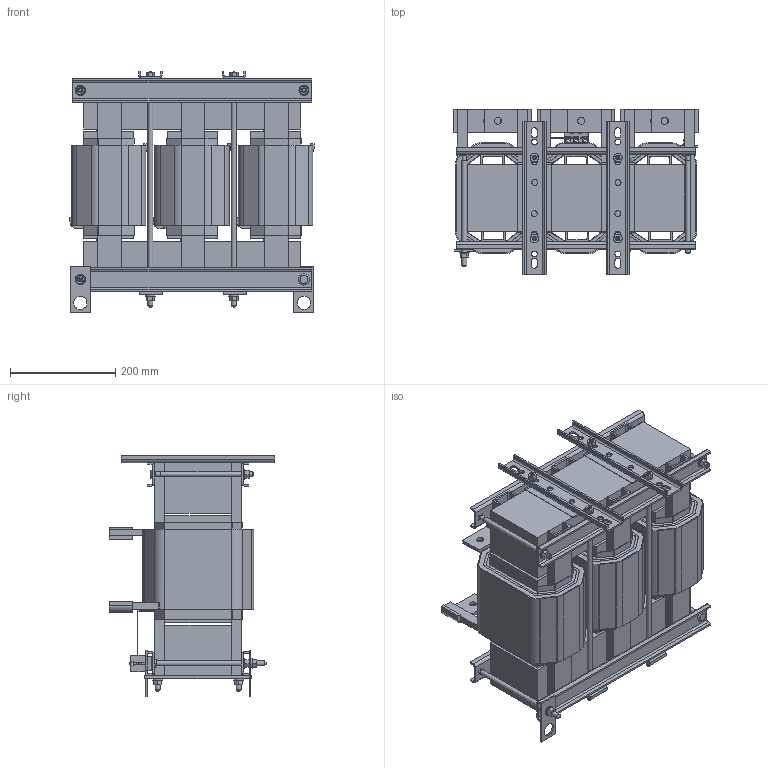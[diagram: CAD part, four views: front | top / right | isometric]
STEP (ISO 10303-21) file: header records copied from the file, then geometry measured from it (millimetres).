
FILE_DESCRIPTION(/* description */ (''),/* implementation_level */ '2;1');
FILE_NAME(/* name */ 'KTRMG420A.stp',/* time_stamp */ '2020-08-03T08:26:23-05:00',/* author */ ('jnelson'),/* organization */ (''),/* preprocessor_version */ 'ST-DEVELOPER v17',/* originating_system */ 'Autodesk Inventor 2019',/* authorisation */ '');
FILE_SCHEMA (('AUTOMOTIVE_DESIGN { 1 0 10303 214 3 1 1 }'));
Length unit declared in the file: inch
Products named in the file (29): KTRMG420A; 24161 AND 15468; 24161; 15468; 22875; 31006; 31006_1; 31003 - Bracket; 22543; 23221; 23222; 22876; 17107; 28964; 15309; 30097- LARGE  BLANK  (REACTOR); 11626 AND 1509; 1509; 23409; 29477-KTRMG362AMSX1; 28453; 28453_1; 11923insert-hex head; 11923-1; 11923-HEX SCREW; 14331 WIRING KTRMG362AMS; 14331 WIRING KTRMG362AMS Short Bend; 31615; 11626
Assembly tree (63 placements, depth 4):
  KTRMG420A
    24161 AND 15468  x3
      24161
      15468
    22875  x2
    22543  x3
    31006
      31006_1
      31003 - Bracket
    23221  x2
    23222  x2
    22876  x2
    17107  x4
    28964  x4
    15309  x2
    30097- LARGE  BLANK  (REACTOR)
    11626 AND 1509  x10
      1509
      11626
    23409  x2
    29477-KTRMG362AMSX1
    28453
      28453_1
      11923insert-hex head  x3
        11923-1
        11923-HEX SCREW
    14331 WIRING KTRMG362AMS  x2
    14331 WIRING KTRMG362AMS Short Bend  x2
    31615
    11626  x4
Bounding box: 464.41 x 315.29 x 459.62 mm (x, y, z)
Volume: 24785334.6 mm3; surface area: 3975342.5 mm2
Topology: 84 solids, 84 shells, 3568 faces, 9550 edges, 6179 vertices
Faces by surface type: plane 1760, cylinder 1522, bspline 214, cone 64, torus 4, sphere 4
Full cylindrical faces by diameter (mm): 1.524 x10, 3.175 x3, 3.472 x3, 4.166 x2, 4.496 x3, 4.724 x2, 5.172 x30, 5.436 x2, 6.35 x36, 6.604 x6, 7.01 x6, 7.798 x14, 8.382 x2, 9.322 x2, 9.525 x16, 9.652 x2, 11.176 x8, 13.462 x6, 19.05 x10, 20.904 x2, 25.4 x2
Entity records: 46143 total; most frequent: CARTESIAN_POINT 12248, ORIENTED_EDGE 7108, DIRECTION 6235, EDGE_CURVE 3554, LINE 2413, VECTOR 2413, VERTEX_POINT 2331, AXIS2_PLACEMENT_3D 1911
